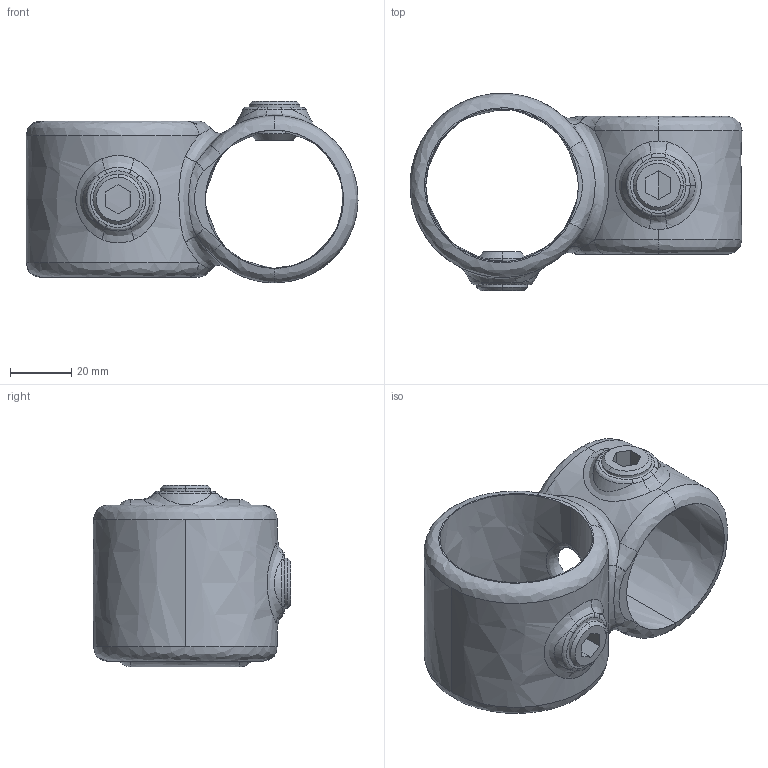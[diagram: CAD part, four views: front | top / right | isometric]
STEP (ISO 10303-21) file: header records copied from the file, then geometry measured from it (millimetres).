
FILE_DESCRIPTION (( 'STEP AP203' ), '1' );
FILE_NAME ('16161DC.STEP', '2020-08-17T06:39:31', ( '' ), ( '' ), 'SwSTEP 2.0', 'SolidWorks 2018', '' );
FILE_SCHEMA (( 'CONFIG_CONTROL_DESIGN' ));
Length unit declared in the file: millimetre
Products named in the file (1): 16161DC
Bounding box: 108.34 x 64.44 x 59.3 mm (x, y, z)
Volume: 76589.1 mm3; surface area: 33037.1 mm2
Topology: 3 solids, 3 shells, 103 faces, 253 edges, 155 vertices
Faces by surface type: bspline 103
Entity records: 9659 total; most frequent: CARTESIAN_POINT 8119, ORIENTED_EDGE 506, EDGE_CURVE 253, B_SPLINE_CURVE_WITH_KNOTS 177, VERTEX_POINT 155, EDGE_LOOP 116, ADVANCED_FACE 103, FACE_OUTER_BOUND 103
